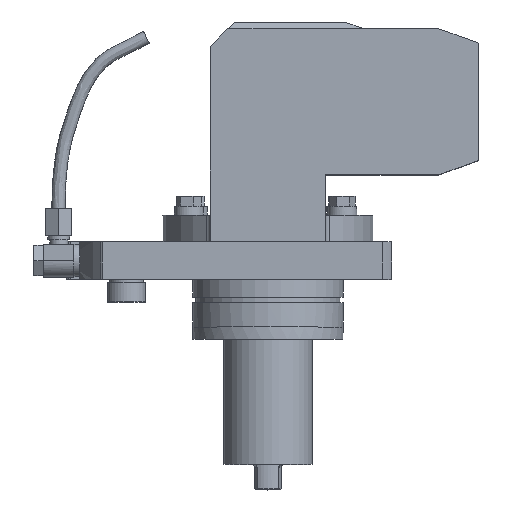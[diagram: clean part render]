
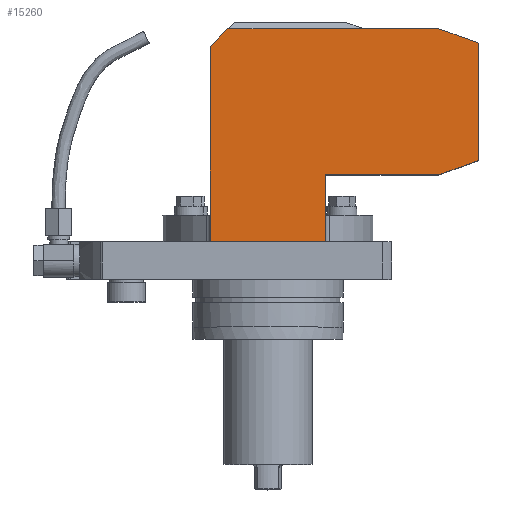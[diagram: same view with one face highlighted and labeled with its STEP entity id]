
A CAD part, top view. The second image highlights one B-rep face of the part: STEP entity #15260.
In plain terms, the highlighted planar face has unit normal (0, 0, 1).
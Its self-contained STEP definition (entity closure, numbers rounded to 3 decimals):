
#190 = FACE_OUTER_BOUND ( 'NONE', #28879, .T. ) ;
#600 = VERTEX_POINT ( 'NONE', #26249 ) ;
#668 = CARTESIAN_POINT ( 'NONE',  ( 77.141, 33., 110. ) ) ;
#819 = CARTESIAN_POINT ( 'NONE',  ( 95., 26.5, 110. ) ) ;
#1424 = LINE ( 'NONE', #25955, #6435 ) ;
#2423 = ORIENTED_EDGE ( 'NONE', *, *, #13700, .F. ) ;
#4749 = VECTOR ( 'NONE', #22549, 1000. ) ;
#5132 = ORIENTED_EDGE ( 'NONE', *, *, #28747, .F. ) ;
#5218 = VERTEX_POINT ( 'NONE', #819 ) ;
#6435 = VECTOR ( 'NONE', #6505, 1000. ) ;
#6505 = DIRECTION ( 'NONE',  ( -1., 0., 0. ) ) ;
#7482 = LINE ( 'NONE', #14492, #7856 ) ;
#7539 = DIRECTION ( 'NONE',  ( 1., 0., 0. ) ) ;
#7856 = VECTOR ( 'NONE', #23885, 1000. ) ;
#8212 = CARTESIAN_POINT ( 'NONE',  ( -15., 36., 110. ) ) ;
#8535 = LINE ( 'NONE', #18542, #17803 ) ;
#8754 = VECTOR ( 'NONE', #21813, 1000. ) ;
#9117 = EDGE_CURVE ( 'NONE', #25807, #12340, #25118, .T. ) ;
#9954 = PLANE ( 'NONE',  #22976 ) ;
#10348 = EDGE_CURVE ( 'NONE', #26852, #10799, #7482, .T. ) ;
#10642 = VECTOR ( 'NONE', #29629, 1000. ) ;
#10743 = VECTOR ( 'NONE', #31532, 1000. ) ;
#10799 = VERTEX_POINT ( 'NONE', #12669 ) ;
#11232 = ORIENTED_EDGE ( 'NONE', *, *, #9117, .F. ) ;
#11727 = CARTESIAN_POINT ( 'NONE',  ( 95., -26.5, 110. ) ) ;
#12340 = VERTEX_POINT ( 'NONE', #29521 ) ;
#12669 = CARTESIAN_POINT ( 'NONE',  ( 77.141, -33., 110. ) ) ;
#13583 = EDGE_CURVE ( 'NONE', #5218, #26852, #14628, .T. ) ;
#13700 = EDGE_CURVE ( 'NONE', #600, #18278, #26909, .T. ) ;
#13781 = EDGE_CURVE ( 'NONE', #17521, #27024, #30392, .T. ) ;
#14469 = DIRECTION ( 'NONE',  ( 0., -1., 0. ) ) ;
#14492 = CARTESIAN_POINT ( 'NONE',  ( 77.141, -33., 110. ) ) ;
#14628 = LINE ( 'NONE', #19563, #16777 ) ;
#14785 = CARTESIAN_POINT ( 'NONE',  ( -26., -63., 110. ) ) ;
#15260 = ADVANCED_FACE ( 'Defeature completata1_1418', ( #190 ), #9954, .T. ) ;
#16234 = CARTESIAN_POINT ( 'NONE',  ( -15., 33., 110. ) ) ;
#16275 = VECTOR ( 'NONE', #30230, 1000. ) ;
#16347 = DIRECTION ( 'NONE',  ( 1., 0., 0. ) ) ;
#16777 = VECTOR ( 'NONE', #14469, 1000. ) ;
#16778 = VERTEX_POINT ( 'NONE', #28438 ) ;
#16816 = ORIENTED_EDGE ( 'NONE', *, *, #24497, .F. ) ;
#17521 = VERTEX_POINT ( 'NONE', #26133 ) ;
#17803 = VECTOR ( 'NONE', #28284, 1000. ) ;
#17810 = CARTESIAN_POINT ( 'NONE',  ( 95., 26.5, 110. ) ) ;
#17982 = ORIENTED_EDGE ( 'NONE', *, *, #13583, .F. ) ;
#18278 = VERTEX_POINT ( 'NONE', #27582 ) ;
#18542 = CARTESIAN_POINT ( 'NONE',  ( -26., 25., 110. ) ) ;
#19563 = CARTESIAN_POINT ( 'NONE',  ( 95., -26.5, 110. ) ) ;
#19636 = CARTESIAN_POINT ( 'NONE',  ( -26., -63., 110. ) ) ;
#21813 = DIRECTION ( 'NONE',  ( -1., 0., 0. ) ) ;
#22032 = ORIENTED_EDGE ( 'NONE', *, *, #10348, .F. ) ;
#22463 = ORIENTED_EDGE ( 'NONE', *, *, #13781, .F. ) ;
#22549 = DIRECTION ( 'NONE',  ( 0.707, 0.707, 0. ) ) ;
#22976 = AXIS2_PLACEMENT_3D ( 'NONE', #19636, #29369, #7539 ) ;
#23392 = VECTOR ( 'NONE', #16347, 1000. ) ;
#23437 = EDGE_CURVE ( 'NONE', #27024, #5218, #29474, .T. ) ;
#23885 = DIRECTION ( 'NONE',  ( -0.94, -0.342, 0. ) ) ;
#24497 = EDGE_CURVE ( 'NONE', #10799, #16778, #1424, .T. ) ;
#24514 = CARTESIAN_POINT ( 'NONE',  ( 26., -63., 110. ) ) ;
#25118 = LINE ( 'NONE', #8212, #4749 ) ;
#25139 = CARTESIAN_POINT ( 'NONE',  ( -26., 25., 110. ) ) ;
#25807 = VERTEX_POINT ( 'NONE', #25139 ) ;
#25955 = CARTESIAN_POINT ( 'NONE',  ( 26., -33., 110. ) ) ;
#26133 = CARTESIAN_POINT ( 'NONE',  ( 43., 33., 110. ) ) ;
#26249 = CARTESIAN_POINT ( 'NONE',  ( 26., -63., 110. ) ) ;
#26636 = ORIENTED_EDGE ( 'NONE', *, *, #31340, .T. ) ;
#26852 = VERTEX_POINT ( 'NONE', #11727 ) ;
#26909 = LINE ( 'NONE', #14785, #16275 ) ;
#26921 = LINE ( 'NONE', #24514, #10743 ) ;
#27024 = VERTEX_POINT ( 'NONE', #668 ) ;
#27044 = ORIENTED_EDGE ( 'NONE', *, *, #23437, .F. ) ;
#27582 = CARTESIAN_POINT ( 'NONE',  ( -26., -63., 110. ) ) ;
#27586 = ORIENTED_EDGE ( 'NONE', *, *, #28999, .F. ) ;
#28149 = CARTESIAN_POINT ( 'NONE',  ( 77.141, 33., 110. ) ) ;
#28284 = DIRECTION ( 'NONE',  ( 0., 1., 0. ) ) ;
#28438 = CARTESIAN_POINT ( 'NONE',  ( 26., -33., 110. ) ) ;
#28747 = EDGE_CURVE ( 'NONE', #16778, #600, #26921, .T. ) ;
#28879 = EDGE_LOOP ( 'NONE', ( #22463, #26636, #11232, #27586, #2423, #5132, #16816, #22032, #17982, #27044 ) ) ;
#28999 = EDGE_CURVE ( 'NONE', #18278, #25807, #8535, .T. ) ;
#29369 = DIRECTION ( 'NONE',  ( 0., 0., 1. ) ) ;
#29474 = LINE ( 'NONE', #17810, #10642 ) ;
#29521 = CARTESIAN_POINT ( 'NONE',  ( -18., 33., 110. ) ) ;
#29629 = DIRECTION ( 'NONE',  ( 0.94, -0.342, 0. ) ) ;
#30230 = DIRECTION ( 'NONE',  ( -1., 0., 0. ) ) ;
#30392 = LINE ( 'NONE', #28149, #23392 ) ;
#31065 = LINE ( 'NONE', #16234, #8754 ) ;
#31340 = EDGE_CURVE ( 'NONE', #17521, #12340, #31065, .T. ) ;
#31532 = DIRECTION ( 'NONE',  ( 0., -1., 0. ) ) ;
